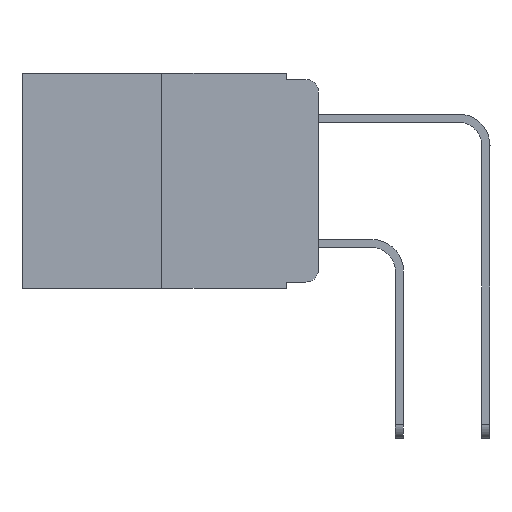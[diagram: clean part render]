
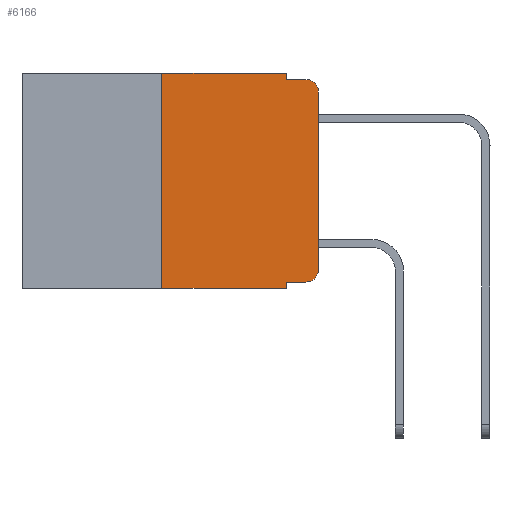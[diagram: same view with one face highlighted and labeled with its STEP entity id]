
A CAD part, left-side view. The second image highlights one B-rep face of the part: STEP entity #6166.
In plain terms, the highlighted planar face has unit normal (-1, 0, 0).
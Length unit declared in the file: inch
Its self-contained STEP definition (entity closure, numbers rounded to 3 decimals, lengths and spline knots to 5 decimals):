
#74 = DIRECTION ( 'NONE',  ( 0., 0., -1. ) ) ;
#118 = VECTOR ( 'NONE', #14262, 39.37008 ) ;
#170 = AXIS2_PLACEMENT_3D ( 'NONE', #3829, #13598, #13429 ) ;
#244 = CARTESIAN_POINT ( 'NONE',  ( 0., 0.051, -0.333 ) ) ;
#367 = FACE_OUTER_BOUND ( 'NONE', #3202, .T. ) ;
#675 = VECTOR ( 'NONE', #13448, 39.37008 ) ;
#780 = LINE ( 'NONE', #6472, #15209 ) ;
#953 = ORIENTED_EDGE ( 'NONE', *, *, #5546, .T. ) ;
#1020 = DIRECTION ( 'NONE',  ( 0., -1., 0. ) ) ;
#1136 = EDGE_CURVE ( 'NONE', #8161, #14914, #2350, .T. ) ;
#1306 = EDGE_CURVE ( 'NONE', #5100, #14526, #10654, .T. ) ;
#1409 = DIRECTION ( 'NONE',  ( 0., 0., -1. ) ) ;
#1421 = CARTESIAN_POINT ( 'NONE',  ( 0., 0.051, 0. ) ) ;
#1544 = VERTEX_POINT ( 'NONE', #6052 ) ;
#1563 = ORIENTED_EDGE ( 'NONE', *, *, #1306, .F. ) ;
#1676 = LINE ( 'NONE', #10498, #13902 ) ;
#1708 = EDGE_CURVE ( 'NONE', #14526, #1544, #1676, .T. ) ;
#2071 = EDGE_CURVE ( 'NONE', #7500, #3293, #8002, .T. ) ;
#2111 = EDGE_CURVE ( 'NONE', #16197, #16732, #8929, .T. ) ;
#2350 = LINE ( 'NONE', #1421, #2559 ) ;
#2559 = VECTOR ( 'NONE', #74, 39.37008 ) ;
#2589 = CARTESIAN_POINT ( 'NONE',  ( 0., 0., -0.03 ) ) ;
#3024 = CARTESIAN_POINT ( 'NONE',  ( 0., 0., -0.313 ) ) ;
#3202 = EDGE_LOOP ( 'NONE', ( #16762, #11590, #6748, #1563, #12692, #3852, #9380, #15185, #12346, #953 ) ) ;
#3293 = VERTEX_POINT ( 'NONE', #8626 ) ;
#3556 = DIRECTION ( 'NONE',  ( -1., 0., 0. ) ) ;
#3829 = CARTESIAN_POINT ( 'NONE',  ( 0., 0.02, -0.313 ) ) ;
#3852 = ORIENTED_EDGE ( 'NONE', *, *, #2071, .F. ) ;
#4091 = VECTOR ( 'NONE', #1409, 39.37008 ) ;
#4404 = LINE ( 'NONE', #9342, #675 ) ;
#4733 = CARTESIAN_POINT ( 'NONE',  ( 0., 0.25, -0.343 ) ) ;
#5100 = VERTEX_POINT ( 'NONE', #5742 ) ;
#5546 = EDGE_CURVE ( 'NONE', #17471, #16197, #7007, .T. ) ;
#5742 = CARTESIAN_POINT ( 'NONE',  ( 0., 0.051, 0. ) ) ;
#6052 = CARTESIAN_POINT ( 'NONE',  ( 0., 0.02, -0.01 ) ) ;
#6166 = ADVANCED_FACE ( 'NONE', ( #367 ), #12961, .F. ) ;
#6472 = CARTESIAN_POINT ( 'NONE',  ( 0., 0.051, -0.333 ) ) ;
#6748 = ORIENTED_EDGE ( 'NONE', *, *, #1708, .F. ) ;
#6767 = VECTOR ( 'NONE', #15840, 39.37008 ) ;
#7007 = CIRCLE ( 'NONE', #170, 0.02 ) ;
#7410 = CARTESIAN_POINT ( 'NONE',  ( 0., 0.473, -0.343 ) ) ;
#7471 = DIRECTION ( 'NONE',  ( 1., 0., 0. ) ) ;
#7500 = VERTEX_POINT ( 'NONE', #4733 ) ;
#8002 = LINE ( 'NONE', #9904, #118 ) ;
#8161 = VERTEX_POINT ( 'NONE', #244 ) ;
#8626 = CARTESIAN_POINT ( 'NONE',  ( 0., 0.25, 0. ) ) ;
#8929 = LINE ( 'NONE', #10019, #16521 ) ;
#9342 = CARTESIAN_POINT ( 'NONE',  ( 0., 0.473, 0. ) ) ;
#9380 = ORIENTED_EDGE ( 'NONE', *, *, #9524, .T. ) ;
#9524 = EDGE_CURVE ( 'NONE', #7500, #14914, #10506, .T. ) ;
#9707 = EDGE_CURVE ( 'NONE', #16732, #1544, #11149, .T. ) ;
#9904 = CARTESIAN_POINT ( 'NONE',  ( 0., 0.25, 0. ) ) ;
#10019 = CARTESIAN_POINT ( 'NONE',  ( 0., 0., 0. ) ) ;
#10498 = CARTESIAN_POINT ( 'NONE',  ( 0., 0.051, -0.01 ) ) ;
#10506 = LINE ( 'NONE', #7410, #6767 ) ;
#10527 = CARTESIAN_POINT ( 'NONE',  ( 0., 0.02, -0.03 ) ) ;
#10654 = LINE ( 'NONE', #16770, #4091 ) ;
#10812 = CARTESIAN_POINT ( 'NONE',  ( 0., 0.02, -0.333 ) ) ;
#11149 = CIRCLE ( 'NONE', #16017, 0.02 ) ;
#11397 = DIRECTION ( 'NONE',  ( 0., 0., 1. ) ) ;
#11590 = ORIENTED_EDGE ( 'NONE', *, *, #9707, .T. ) ;
#11623 = CARTESIAN_POINT ( 'NONE',  ( 0., 0.473, 0. ) ) ;
#12309 = EDGE_CURVE ( 'NONE', #8161, #17471, #780, .T. ) ;
#12346 = ORIENTED_EDGE ( 'NONE', *, *, #12309, .T. ) ;
#12692 = ORIENTED_EDGE ( 'NONE', *, *, #15208, .F. ) ;
#12961 = PLANE ( 'NONE',  #14815 ) ;
#13165 = CARTESIAN_POINT ( 'NONE',  ( 0., 0.051, -0.01 ) ) ;
#13324 = DIRECTION ( 'NONE',  ( 0., 0., -1. ) ) ;
#13429 = DIRECTION ( 'NONE',  ( 0., 0., -1. ) ) ;
#13448 = DIRECTION ( 'NONE',  ( 0., -1., 0. ) ) ;
#13598 = DIRECTION ( 'NONE',  ( -1., 0., 0. ) ) ;
#13902 = VECTOR ( 'NONE', #14516, 39.37008 ) ;
#14013 = CARTESIAN_POINT ( 'NONE',  ( 0., 0.051, -0.343 ) ) ;
#14262 = DIRECTION ( 'NONE',  ( 0., 0., 1. ) ) ;
#14516 = DIRECTION ( 'NONE',  ( 0., -1., 0. ) ) ;
#14526 = VERTEX_POINT ( 'NONE', #13165 ) ;
#14815 = AXIS2_PLACEMENT_3D ( 'NONE', #11623, #7471, #17260 ) ;
#14914 = VERTEX_POINT ( 'NONE', #14013 ) ;
#15185 = ORIENTED_EDGE ( 'NONE', *, *, #1136, .F. ) ;
#15208 = EDGE_CURVE ( 'NONE', #3293, #5100, #4404, .T. ) ;
#15209 = VECTOR ( 'NONE', #1020, 39.37008 ) ;
#15840 = DIRECTION ( 'NONE',  ( 0., -1., 0. ) ) ;
#16017 = AXIS2_PLACEMENT_3D ( 'NONE', #10527, #3556, #13324 ) ;
#16197 = VERTEX_POINT ( 'NONE', #3024 ) ;
#16521 = VECTOR ( 'NONE', #11397, 39.37008 ) ;
#16732 = VERTEX_POINT ( 'NONE', #2589 ) ;
#16762 = ORIENTED_EDGE ( 'NONE', *, *, #2111, .T. ) ;
#16770 = CARTESIAN_POINT ( 'NONE',  ( 0., 0.051, 0. ) ) ;
#17260 = DIRECTION ( 'NONE',  ( 0., 0., -1. ) ) ;
#17471 = VERTEX_POINT ( 'NONE', #10812 ) ;
